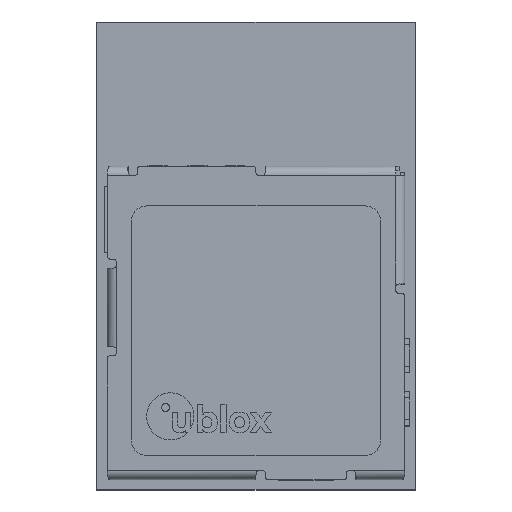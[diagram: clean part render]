
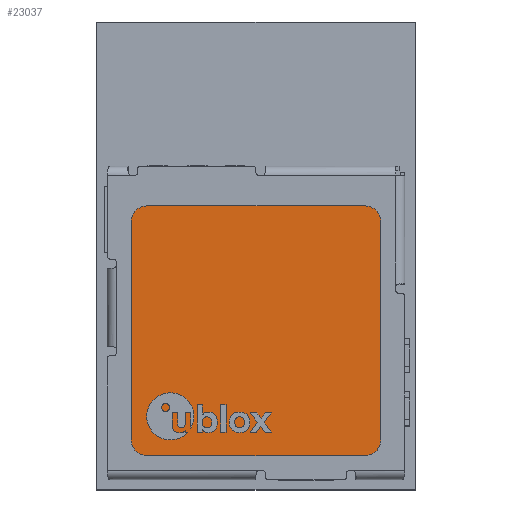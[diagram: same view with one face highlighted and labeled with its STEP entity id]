
A CAD part, top view. The second image highlights one B-rep face of the part: STEP entity #23037.
In plain terms, the highlighted planar face has unit normal (0, 0, 1).
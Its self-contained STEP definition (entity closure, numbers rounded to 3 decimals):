
#53 = AXIS2_PLACEMENT_3D ( 'NONE', #9872, #31609, #9512 ) ;
#729 = CIRCLE ( 'NONE', #53, 0.5 ) ;
#1097 = EDGE_CURVE ( 'NONE', #26842, #17179, #24800, .T. ) ;
#1290 = CARTESIAN_POINT ( 'NONE',  ( -4., -4., 0.13 ) ) ;
#1672 = DIRECTION ( 'NONE',  ( 1., 0., 0. ) ) ;
#2348 = CIRCLE ( 'NONE', #13886, 0.5 ) ;
#2646 = CARTESIAN_POINT ( 'NONE',  ( 3.5, 3.5, 0.13 ) ) ;
#3186 = EDGE_LOOP ( 'NONE', ( #31349, #15082, #28784, #11655, #23298, #35150, #23113, #16223 ) ) ;
#3852 = CARTESIAN_POINT ( 'NONE',  ( -4., 3.5, 0.13 ) ) ;
#4436 = CARTESIAN_POINT ( 'NONE',  ( 3.5, -3.5, 0.13 ) ) ;
#7183 = VECTOR ( 'NONE', #19778, 1000. ) ;
#7746 = CARTESIAN_POINT ( 'NONE',  ( 4., -3.5, 0.13 ) ) ;
#7971 = VERTEX_POINT ( 'NONE', #27567 ) ;
#8629 = CARTESIAN_POINT ( 'NONE',  ( 3.5, 4., 0.13 ) ) ;
#9336 = CARTESIAN_POINT ( 'NONE',  ( 4., 4., 0.13 ) ) ;
#9512 = DIRECTION ( 'NONE',  ( 1., 0., 0. ) ) ;
#9524 = VERTEX_POINT ( 'NONE', #9998 ) ;
#9872 = CARTESIAN_POINT ( 'NONE',  ( -3.5, 3.5, 0.13 ) ) ;
#9888 = CARTESIAN_POINT ( 'NONE',  ( 3.5, -4., 0.13 ) ) ;
#9998 = CARTESIAN_POINT ( 'NONE',  ( -3.5, -4., 0.13 ) ) ;
#10284 = CIRCLE ( 'NONE', #19686, 0.5 ) ;
#10959 = DIRECTION ( 'NONE',  ( 0., 0., 1. ) ) ;
#11198 = EDGE_CURVE ( 'NONE', #25928, #32168, #13148, .T. ) ;
#11655 = ORIENTED_EDGE ( 'NONE', *, *, #11198, .T. ) ;
#11982 = DIRECTION ( 'NONE',  ( 0., 1., 0. ) ) ;
#13148 = CIRCLE ( 'NONE', #14112, 0.5 ) ;
#13886 = AXIS2_PLACEMENT_3D ( 'NONE', #35450, #29864, #32578 ) ;
#14112 = AXIS2_PLACEMENT_3D ( 'NONE', #4436, #15300, #23584 ) ;
#14965 = EDGE_CURVE ( 'NONE', #17179, #29505, #729, .T. ) ;
#15082 = ORIENTED_EDGE ( 'NONE', *, *, #20187, .T. ) ;
#15300 = DIRECTION ( 'NONE',  ( 0., 0., 1. ) ) ;
#15476 = PLANE ( 'NONE',  #35727 ) ;
#16223 = ORIENTED_EDGE ( 'NONE', *, *, #14965, .T. ) ;
#16624 = FACE_OUTER_BOUND ( 'NONE', #3186, .T. ) ;
#16886 = EDGE_CURVE ( 'NONE', #32168, #7971, #26342, .T. ) ;
#17179 = VERTEX_POINT ( 'NONE', #27011 ) ;
#18460 = DIRECTION ( 'NONE',  ( 0., 0., 1. ) ) ;
#19429 = VECTOR ( 'NONE', #1672, 1000. ) ;
#19686 = AXIS2_PLACEMENT_3D ( 'NONE', #2646, #10959, #22059 ) ;
#19778 = DIRECTION ( 'NONE',  ( -1., 0., 0. ) ) ;
#20187 = EDGE_CURVE ( 'NONE', #34813, #9524, #2348, .T. ) ;
#20640 = DIRECTION ( 'NONE',  ( 1., 0., 0. ) ) ;
#21411 = EDGE_CURVE ( 'NONE', #7971, #26842, #10284, .T. ) ;
#21418 = DIRECTION ( 'NONE',  ( 0., -1., 0. ) ) ;
#21969 = EDGE_CURVE ( 'NONE', #29505, #34813, #33591, .T. ) ;
#22059 = DIRECTION ( 'NONE',  ( 1., 0., 0. ) ) ;
#23037 = ADVANCED_FACE ( 'NONE', ( #16624 ), #15476, .T. ) ;
#23113 = ORIENTED_EDGE ( 'NONE', *, *, #1097, .T. ) ;
#23298 = ORIENTED_EDGE ( 'NONE', *, *, #16886, .T. ) ;
#23584 = DIRECTION ( 'NONE',  ( 1., 0., 0. ) ) ;
#24800 = LINE ( 'NONE', #33807, #7183 ) ;
#25464 = VECTOR ( 'NONE', #11982, 1000. ) ;
#25928 = VERTEX_POINT ( 'NONE', #9888 ) ;
#26183 = VECTOR ( 'NONE', #21418, 1000. ) ;
#26342 = LINE ( 'NONE', #9336, #25464 ) ;
#26644 = CARTESIAN_POINT ( 'NONE',  ( 0., 0., 0.13 ) ) ;
#26840 = CARTESIAN_POINT ( 'NONE',  ( -4., 4., 0.13 ) ) ;
#26842 = VERTEX_POINT ( 'NONE', #8629 ) ;
#27011 = CARTESIAN_POINT ( 'NONE',  ( -3.5, 4., 0.13 ) ) ;
#27567 = CARTESIAN_POINT ( 'NONE',  ( 4., 3.5, 0.13 ) ) ;
#28784 = ORIENTED_EDGE ( 'NONE', *, *, #32027, .T. ) ;
#29505 = VERTEX_POINT ( 'NONE', #3852 ) ;
#29864 = DIRECTION ( 'NONE',  ( 0., 0., 1. ) ) ;
#30872 = CARTESIAN_POINT ( 'NONE',  ( -4., -3.5, 0.13 ) ) ;
#31349 = ORIENTED_EDGE ( 'NONE', *, *, #21969, .T. ) ;
#31609 = DIRECTION ( 'NONE',  ( 0., 0., 1. ) ) ;
#32027 = EDGE_CURVE ( 'NONE', #9524, #25928, #32852, .T. ) ;
#32168 = VERTEX_POINT ( 'NONE', #7746 ) ;
#32578 = DIRECTION ( 'NONE',  ( 1., 0., 0. ) ) ;
#32852 = LINE ( 'NONE', #1290, #19429 ) ;
#33591 = LINE ( 'NONE', #26840, #26183 ) ;
#33807 = CARTESIAN_POINT ( 'NONE',  ( -4., 4., 0.13 ) ) ;
#34813 = VERTEX_POINT ( 'NONE', #30872 ) ;
#35150 = ORIENTED_EDGE ( 'NONE', *, *, #21411, .T. ) ;
#35450 = CARTESIAN_POINT ( 'NONE',  ( -3.5, -3.5, 0.13 ) ) ;
#35727 = AXIS2_PLACEMENT_3D ( 'NONE', #26644, #18460, #20640 ) ;
